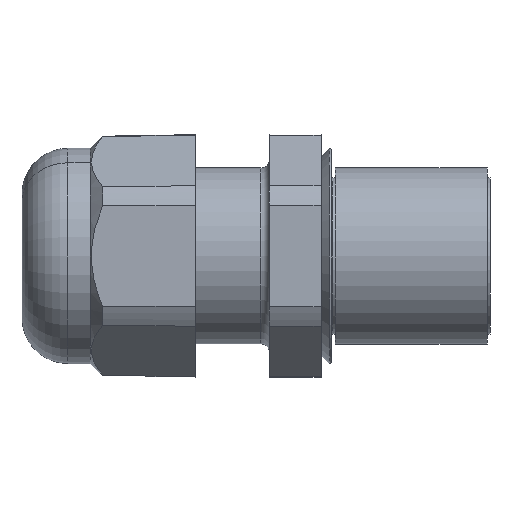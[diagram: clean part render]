
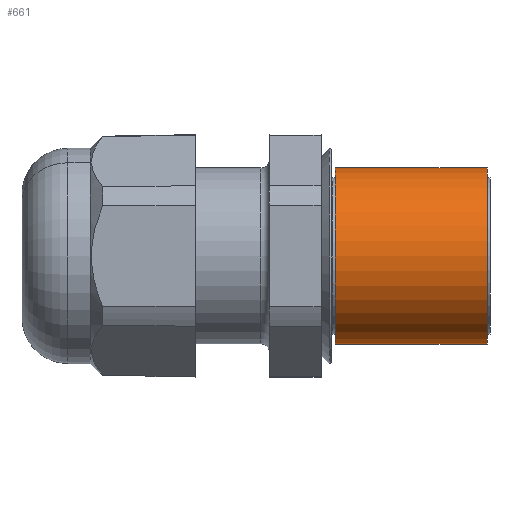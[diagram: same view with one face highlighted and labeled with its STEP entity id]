
A CAD part, left-side view. The second image highlights one B-rep face of the part: STEP entity #661.
In plain terms, the highlighted cylindrical face has radius 8 mm (diameter 16 mm), a partial arc.
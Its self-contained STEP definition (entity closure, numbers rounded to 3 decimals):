
#14 = AXIS2_PLACEMENT_3D ( 'NONE', #434, #1253, #688 ) ;
#84 = EDGE_CURVE ( 'NONE', #2421, #1297, #1676, .T. ) ;
#208 = CARTESIAN_POINT ( 'NONE',  ( 0., 0., -8. ) ) ;
#423 = CARTESIAN_POINT ( 'NONE',  ( 0., -21.4, 0. ) ) ;
#433 = ORIENTED_EDGE ( 'NONE', *, *, #84, .T. ) ;
#434 = CARTESIAN_POINT ( 'NONE',  ( 0., 0., 0. ) ) ;
#517 = AXIS2_PLACEMENT_3D ( 'NONE', #2065, #1041, #1025 ) ;
#561 = AXIS2_PLACEMENT_3D ( 'NONE', #423, #1477, #1273 ) ;
#592 = CARTESIAN_POINT ( 'NONE',  ( 0., -7.65, -8. ) ) ;
#647 = CARTESIAN_POINT ( 'NONE',  ( 0., -21.4, 8. ) ) ;
#661 = ADVANCED_FACE ( 'NONE', ( #2032 ), #3339, .T. ) ;
#688 = DIRECTION ( 'NONE',  ( 0., 0., -1. ) ) ;
#782 = CARTESIAN_POINT ( 'NONE',  ( 0., -21.4, -8. ) ) ;
#1025 = DIRECTION ( 'NONE',  ( 0., 0., -1. ) ) ;
#1041 = DIRECTION ( 'NONE',  ( 0., -1., 0. ) ) ;
#1217 = EDGE_CURVE ( 'NONE', #1297, #3115, #1614, .T. ) ;
#1253 = DIRECTION ( 'NONE',  ( 0., -1., 0. ) ) ;
#1273 = DIRECTION ( 'NONE',  ( 0., 0., -1. ) ) ;
#1297 = VERTEX_POINT ( 'NONE', #592 ) ;
#1315 = DIRECTION ( 'NONE',  ( 0., -1., 0. ) ) ;
#1333 = ORIENTED_EDGE ( 'NONE', *, *, #2929, .F. ) ;
#1456 = EDGE_CURVE ( 'NONE', #2421, #1949, #2245, .T. ) ;
#1477 = DIRECTION ( 'NONE',  ( 0., -1., 0. ) ) ;
#1614 = LINE ( 'NONE', #208, #2370 ) ;
#1676 = CIRCLE ( 'NONE', #517, 8. ) ;
#1758 = ORIENTED_EDGE ( 'NONE', *, *, #1217, .T. ) ;
#1857 = CARTESIAN_POINT ( 'NONE',  ( 0., -7.65, 8. ) ) ;
#1949 = VERTEX_POINT ( 'NONE', #647 ) ;
#1997 = ORIENTED_EDGE ( 'NONE', *, *, #1456, .F. ) ;
#2032 = FACE_OUTER_BOUND ( 'NONE', #3257, .T. ) ;
#2065 = CARTESIAN_POINT ( 'NONE',  ( 0., -7.65, 0. ) ) ;
#2245 = LINE ( 'NONE', #3318, #3293 ) ;
#2370 = VECTOR ( 'NONE', #1315, 1000. ) ;
#2421 = VERTEX_POINT ( 'NONE', #1857 ) ;
#2929 = EDGE_CURVE ( 'NONE', #1949, #3115, #3317, .T. ) ;
#3115 = VERTEX_POINT ( 'NONE', #782 ) ;
#3257 = EDGE_LOOP ( 'NONE', ( #1997, #433, #1758, #1333 ) ) ;
#3285 = DIRECTION ( 'NONE',  ( 0., -1., 0. ) ) ;
#3293 = VECTOR ( 'NONE', #3285, 1000. ) ;
#3317 = CIRCLE ( 'NONE', #561, 8. ) ;
#3318 = CARTESIAN_POINT ( 'NONE',  ( 0., 0., 8. ) ) ;
#3339 = CYLINDRICAL_SURFACE ( 'NONE', #14, 8. ) ;
